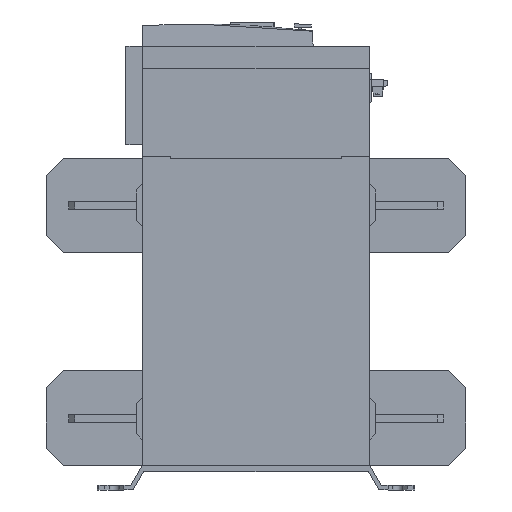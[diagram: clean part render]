
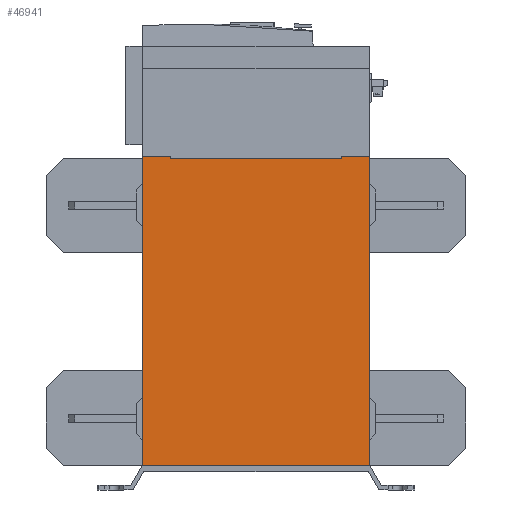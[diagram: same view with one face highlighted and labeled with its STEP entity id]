
A CAD part, left-side view. The second image highlights one B-rep face of the part: STEP entity #46941.
In plain terms, the highlighted planar face has unit normal (-1, 0, 0).
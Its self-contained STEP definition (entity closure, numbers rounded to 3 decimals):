
#34934=DIRECTION('',(0.,0.,-1.));
#34935=VECTOR('',#34934,272.1);
#34936=CARTESIAN_POINT('',(-180.,-100.,294.1));
#34937=LINE('',#34936,#34935);
#37604=DIRECTION('',(0.,-1.,0.));
#37605=VECTOR('',#37604,200.);
#37606=CARTESIAN_POINT('',(-180.,100.,22.));
#37607=LINE('',#37606,#37605);
#37611=DIRECTION('',(0.,1.,0.));
#37612=VECTOR('',#37611,24.5);
#37613=CARTESIAN_POINT('',(-180.,75.5,294.1));
#37614=LINE('',#37613,#37612);
#37618=DIRECTION('',(0.,0.,1.));
#37619=VECTOR('',#37618,2.);
#37620=CARTESIAN_POINT('',(-180.,75.5,292.1));
#37621=LINE('',#37620,#37619);
#37625=DIRECTION('',(0.,1.,0.));
#37626=VECTOR('',#37625,151.);
#37627=CARTESIAN_POINT('',(-180.,-75.5,292.1));
#37628=LINE('',#37627,#37626);
#37632=DIRECTION('',(0.,0.,-1.));
#37633=VECTOR('',#37632,2.);
#37634=CARTESIAN_POINT('',(-180.,-75.5,294.1));
#37635=LINE('',#37634,#37633);
#37639=DIRECTION('',(0.,1.,0.));
#37640=VECTOR('',#37639,24.5);
#37641=CARTESIAN_POINT('',(-180.,-100.,294.1));
#37642=LINE('',#37641,#37640);
#38367=DIRECTION('',(0.,0.,1.));
#38368=VECTOR('',#38367,272.1);
#38369=CARTESIAN_POINT('',(-180.,100.,22.));
#38370=LINE('',#38369,#38368);
#41405=CARTESIAN_POINT('',(-180.,-100.,294.1));
#41407=VERTEX_POINT('',#41405);
#41458=CARTESIAN_POINT('',(-180.,-75.5,294.1));
#41459=VERTEX_POINT('',#41458);
#41518=CARTESIAN_POINT('',(-180.,-75.5,292.1));
#41519=VERTEX_POINT('',#41518);
#41540=CARTESIAN_POINT('',(-180.,100.,294.1));
#41542=VERTEX_POINT('',#41540);
#41600=CARTESIAN_POINT('',(-180.,75.5,292.1));
#41601=VERTEX_POINT('',#41600);
#41622=CARTESIAN_POINT('',(-180.,75.5,294.1));
#41623=VERTEX_POINT('',#41622);
#42594=CARTESIAN_POINT('',(-180.,100.,22.));
#42595=CARTESIAN_POINT('',(-180.,-100.,22.));
#42596=VERTEX_POINT('',#42594);
#42597=VERTEX_POINT('',#42595);
#46920=CARTESIAN_POINT('',(-180.,0.,21.7));
#46921=DIRECTION('',(-1.,0.,0.));
#46922=DIRECTION('',(0.,0.,1.));
#46923=AXIS2_PLACEMENT_3D('',#46920,#46921,#46922);
#46924=PLANE('',#46923);
#46925=ORIENTED_EDGE('',*,*,#42687,.F.);
#46927=ORIENTED_EDGE('',*,*,#46926,.T.);
#46929=ORIENTED_EDGE('',*,*,#46928,.F.);
#46931=ORIENTED_EDGE('',*,*,#46930,.F.);
#46933=ORIENTED_EDGE('',*,*,#46932,.F.);
#46935=ORIENTED_EDGE('',*,*,#46934,.F.);
#46937=ORIENTED_EDGE('',*,*,#46936,.F.);
#46938=ORIENTED_EDGE('',*,*,#42752,.T.);
#46939=EDGE_LOOP('',(#46925,#46927,#46929,#46931,#46933,#46935,#46937,#46938));
#46940=FACE_OUTER_BOUND('',#46939,.F.);
#42687=EDGE_CURVE('',#42596,#42597,#37607,.T.);
#42752=EDGE_CURVE('',#41407,#42597,#34937,.T.);
#46926=EDGE_CURVE('',#42596,#41542,#38370,.T.);
#46928=EDGE_CURVE('',#41623,#41542,#37614,.T.);
#46930=EDGE_CURVE('',#41601,#41623,#37621,.T.);
#46932=EDGE_CURVE('',#41519,#41601,#37628,.T.);
#46934=EDGE_CURVE('',#41459,#41519,#37635,.T.);
#46936=EDGE_CURVE('',#41407,#41459,#37642,.T.);
#46941=ADVANCED_FACE('',(#46940),#46924,.T.);
